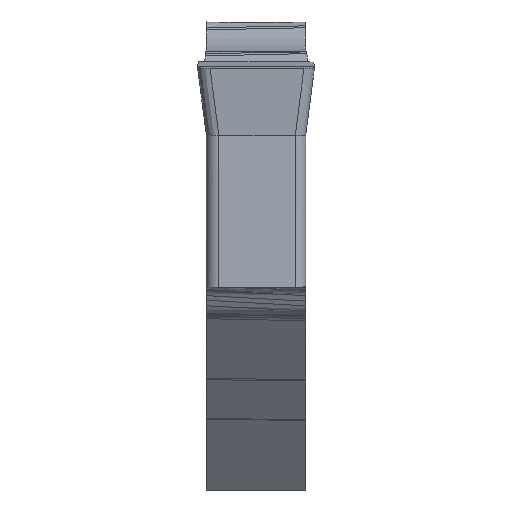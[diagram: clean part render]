
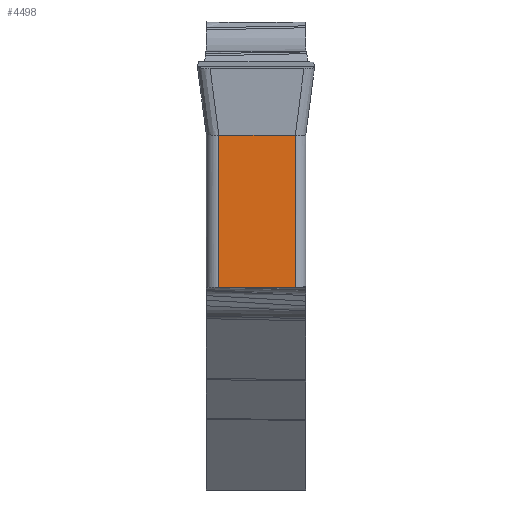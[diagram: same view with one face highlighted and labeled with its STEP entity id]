
A CAD part, front view. The second image highlights one B-rep face of the part: STEP entity #4498.
In plain terms, the highlighted planar face has unit normal (0.087, -0.996, -0.035).
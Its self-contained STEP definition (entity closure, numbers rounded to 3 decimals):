
#157=CARTESIAN_POINT('',(-0.633,0.085,
-1.137));
#1472=DIRECTION('',(-0.996,-0.087,-0.003));
#1473=VECTOR('',#1472,1.305);
#1474=CARTESIAN_POINT('',(0.667,0.289,
-3.725));
#1475=LINE('',#1474,#1473);
#1559=DIRECTION('',(0.,0.035,-0.999));
#1560=VECTOR('',#1559,2.584);
#1561=CARTESIAN_POINT('',(0.667,0.199,
-1.137));
#1562=LINE('',#1561,#1560);
#1574=DIRECTION('',(0.,-0.035,0.999));
#1575=VECTOR('',#1574,0.005);
#1576=CARTESIAN_POINT('',(0.667,0.289,
-3.725));
#1577=LINE('',#1576,#1575);
#1581=DIRECTION('',(-0.996,-0.087,0.));
#1582=VECTOR('',#1581,1.305);
#1583=CARTESIAN_POINT('',(0.667,0.199,
-1.137));
#1584=LINE('',#1583,#1582);
#1588=DIRECTION('',(0.,-0.035,0.999));
#1589=VECTOR('',#1588,0.015);
#1590=CARTESIAN_POINT('',(-0.633,0.175,
-3.729));
#1591=LINE('',#1590,#1589);
#1600=CARTESIAN_POINT('',(-0.633,0.175,
-3.714));
#1612=DIRECTION('',(0.,-0.035,0.999));
#1613=VECTOR('',#1612,2.579);
#1614=CARTESIAN_POINT('',(-0.633,0.175,
-3.714));
#1615=LINE('',#1614,#1613);
#1794=VERTEX_POINT('',#157);
#1795=CARTESIAN_POINT('',(0.667,0.199,
-1.137));
#1796=VERTEX_POINT('',#1795);
#1799=CARTESIAN_POINT('',(0.667,0.289,
-3.72));
#1800=VERTEX_POINT('',#1799);
#1958=VERTEX_POINT('',#1600);
#1959=CARTESIAN_POINT('',(-0.633,0.175,
-3.729));
#1960=VERTEX_POINT('',#1959);
#1961=CARTESIAN_POINT('',(0.667,0.289,
-3.725));
#1962=VERTEX_POINT('',#1961);
#4483=CARTESIAN_POINT('',(-0.633,0.023,
0.625));
#4484=DIRECTION('',(0.087,-0.996,-0.035));
#4485=DIRECTION('',(-0.996,-0.087,-0.003));
#4486=AXIS2_PLACEMENT_3D('',#4483,#4484,#4485);
#4487=PLANE('',#4486);
#4488=ORIENTED_EDGE('',*,*,#4466,.F.);
#4489=ORIENTED_EDGE('',*,*,#4257,.T.);
#4491=ORIENTED_EDGE('',*,*,#4490,.T.);
#4493=ORIENTED_EDGE('',*,*,#4492,.T.);
#4494=ORIENTED_EDGE('',*,*,#2267,.F.);
#4495=ORIENTED_EDGE('',*,*,#4424,.T.);
#4496=EDGE_LOOP('',(#4488,#4489,#4491,#4493,#4494,#4495));
#4497=FACE_OUTER_BOUND('',#4496,.F.);
#2267=EDGE_CURVE('',#1796,#1794,#1584,.T.);
#4257=EDGE_CURVE('',#1962,#1960,#1475,.T.);
#4424=EDGE_CURVE('',#1796,#1800,#1562,.T.);
#4466=EDGE_CURVE('',#1962,#1800,#1577,.T.);
#4490=EDGE_CURVE('',#1960,#1958,#1591,.T.);
#4492=EDGE_CURVE('',#1958,#1794,#1615,.T.);
#4498=ADVANCED_FACE('',(#4497),#4487,.T.);
